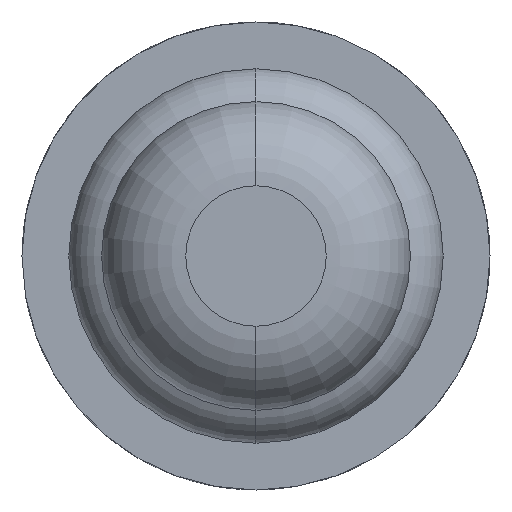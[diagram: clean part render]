
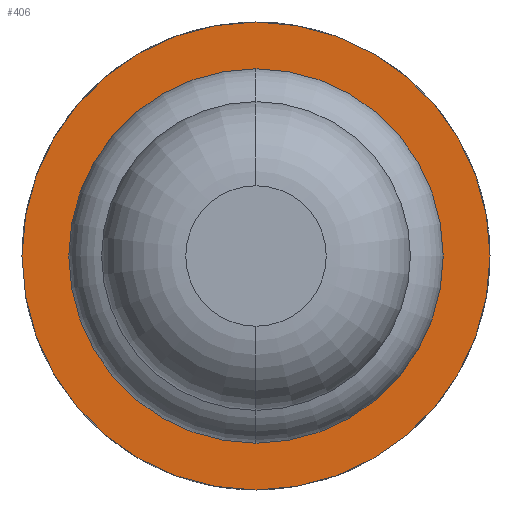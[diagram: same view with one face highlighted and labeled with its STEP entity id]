
A CAD part, front view. The second image highlights one B-rep face of the part: STEP entity #406.
In plain terms, the highlighted planar face has unit normal (0, -1, 0).
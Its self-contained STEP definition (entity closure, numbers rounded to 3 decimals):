
#149 = DIRECTION ( 'NONE',  ( 0., 1., 0. ) ) ;
#406 = ADVANCED_FACE ( 'Defeature ausgef�hrt1_15', ( #1696, #1152 ), #2715, .F. ) ;
#518 = AXIS2_PLACEMENT_3D ( 'NONE', #3870, #149, #2963 ) ;
#543 = ORIENTED_EDGE ( 'NONE', *, *, #1356, .T. ) ;
#567 = CARTESIAN_POINT ( 'NONE',  ( 0., 5., 0. ) ) ;
#579 = ORIENTED_EDGE ( 'NONE', *, *, #2252, .F. ) ;
#647 = CIRCLE ( 'NONE', #741, 0.64 ) ;
#741 = AXIS2_PLACEMENT_3D ( 'NONE', #567, #2748, #2469 ) ;
#846 = CIRCLE ( 'NONE', #518, 1.25 ) ;
#850 = CIRCLE ( 'NONE', #2432, 0.64 ) ;
#1152 = FACE_BOUND ( 'NONE', #3510, .T. ) ;
#1160 = CARTESIAN_POINT ( 'NONE',  ( 0.64, 5., 0. ) ) ;
#1356 = EDGE_CURVE ( 'Defeature ausgef�hrt1_15+Defeature ausgef�hrt1_10+Defeature ausgef�hrt1_10+Defeature ausgef�hrt1_10', #3945, #3647, #647, .T. ) ;
#1466 = CARTESIAN_POINT ( 'NONE',  ( 1.25, 5., 0. ) ) ;
#1515 = EDGE_CURVE ( 'Defeature ausgef�hrt1_15+Defeature ausgef�hrt1_10+Defeature ausgef�hrt1_10+Defeature ausgef�hrt1_10', #3647, #3945, #850, .T. ) ;
#1570 = CARTESIAN_POINT ( 'NONE',  ( -1.25, 5., 0. ) ) ;
#1696 = FACE_OUTER_BOUND ( 'NONE', #3901, .T. ) ;
#2146 = AXIS2_PLACEMENT_3D ( 'NONE', #2502, #3455, #3722 ) ;
#2252 = EDGE_CURVE ( 'Defeature ausgef�hrt1_14+Defeature ausgef�hrt1_15+Defeature ausgef�hrt1_15+Defeature ausgef�hrt1_15', #3104, #3047, #3186, .T. ) ;
#2432 = AXIS2_PLACEMENT_3D ( 'NONE', #3505, #3206, #2587 ) ;
#2460 = EDGE_CURVE ( 'Defeature ausgef�hrt1_14+Defeature ausgef�hrt1_15+Defeature ausgef�hrt1_15+Defeature ausgef�hrt1_15', #3047, #3104, #846, .T. ) ;
#2461 = DIRECTION ( 'NONE',  ( -1., 0., 0. ) ) ;
#2469 = DIRECTION ( 'NONE',  ( -1., 0., 0. ) ) ;
#2502 = CARTESIAN_POINT ( 'NONE',  ( 0., 5., 0. ) ) ;
#2565 = AXIS2_PLACEMENT_3D ( 'NONE', #1466, #3315, #2461 ) ;
#2587 = DIRECTION ( 'NONE',  ( -1., 0., 0. ) ) ;
#2715 = PLANE ( 'NONE',  #2565 ) ;
#2748 = DIRECTION ( 'NONE',  ( 0., 1., 0. ) ) ;
#2963 = DIRECTION ( 'NONE',  ( -1., 0., 0. ) ) ;
#3005 = CARTESIAN_POINT ( 'NONE',  ( -0.64, 5., 0. ) ) ;
#3047 = VERTEX_POINT ( 'NONE', #3397 ) ;
#3104 = VERTEX_POINT ( 'NONE', #1570 ) ;
#3136 = ORIENTED_EDGE ( 'NONE', *, *, #2460, .F. ) ;
#3186 = CIRCLE ( 'NONE', #2146, 1.25 ) ;
#3206 = DIRECTION ( 'NONE',  ( 0., 1., 0. ) ) ;
#3315 = DIRECTION ( 'NONE',  ( 0., 1., 0. ) ) ;
#3397 = CARTESIAN_POINT ( 'NONE',  ( 1.25, 5., 0. ) ) ;
#3455 = DIRECTION ( 'NONE',  ( 0., 1., 0. ) ) ;
#3505 = CARTESIAN_POINT ( 'NONE',  ( 0., 5., 0. ) ) ;
#3510 = EDGE_LOOP ( 'NONE', ( #543, #3805 ) ) ;
#3647 = VERTEX_POINT ( 'NONE', #1160 ) ;
#3722 = DIRECTION ( 'NONE',  ( -1., 0., 0. ) ) ;
#3805 = ORIENTED_EDGE ( 'NONE', *, *, #1515, .T. ) ;
#3870 = CARTESIAN_POINT ( 'NONE',  ( 0., 5., 0. ) ) ;
#3901 = EDGE_LOOP ( 'NONE', ( #579, #3136 ) ) ;
#3945 = VERTEX_POINT ( 'NONE', #3005 ) ;
